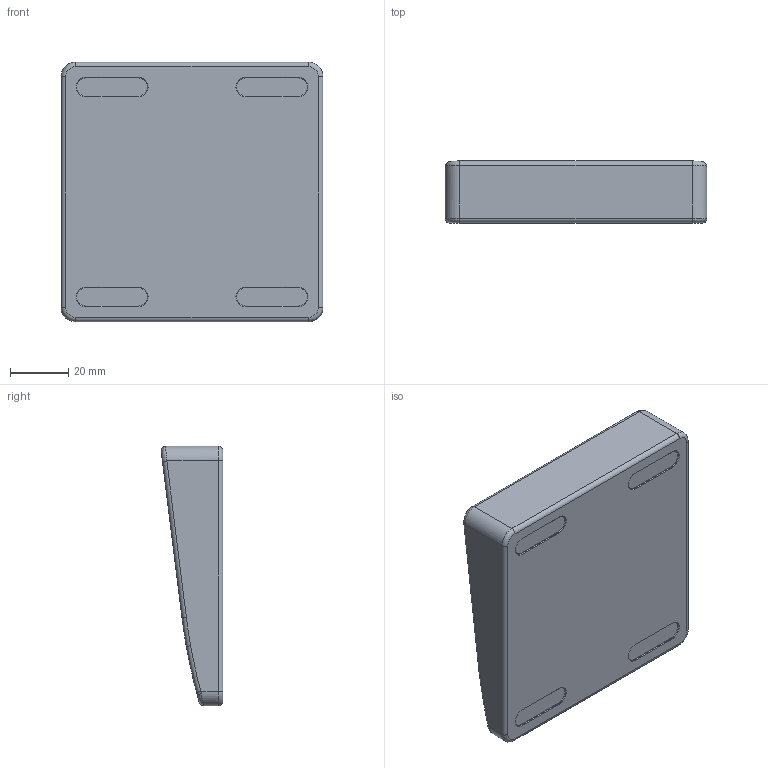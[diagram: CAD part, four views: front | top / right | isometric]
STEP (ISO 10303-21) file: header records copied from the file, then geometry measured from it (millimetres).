
FILE_DESCRIPTION (( 'STEP AP214' ), '1' );
FILE_NAME ('OSAv2_Numpad_Wrist_Rest.STEP', '2024-04-08T20:50:24', ( '' ), ( '' ), 'SwSTEP 2.0', 'SolidWorks 2019', '' );
FILE_SCHEMA (( 'AUTOMOTIVE_DESIGN' ));
Length unit declared in the file: millimetre
Products named in the file (1): OSAv2_Numpad_Wrist_Rest
Bounding box: 89.75 x 21.15 x 88.91 mm (x, y, z)
Volume: 122870.1 mm3; surface area: 20907.4 mm2
Topology: 1 solids, 1 shells, 71 faces, 157 edges, 92 vertices
Faces by surface type: plane 27, cylinder 22, torus 8, cone 8, bspline 6
Entity records: 2101 total; most frequent: CARTESIAN_POINT 521, DIRECTION 335, ORIENTED_EDGE 314, EDGE_CURVE 157, AXIS2_PLACEMENT_3D 126, VERTEX_POINT 92, VECTOR 83, LINE 83
